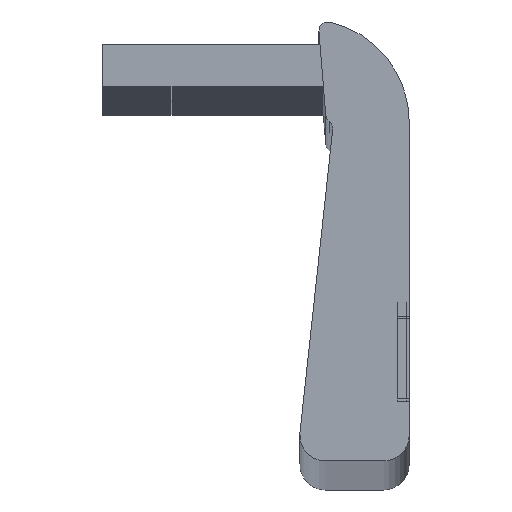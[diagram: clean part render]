
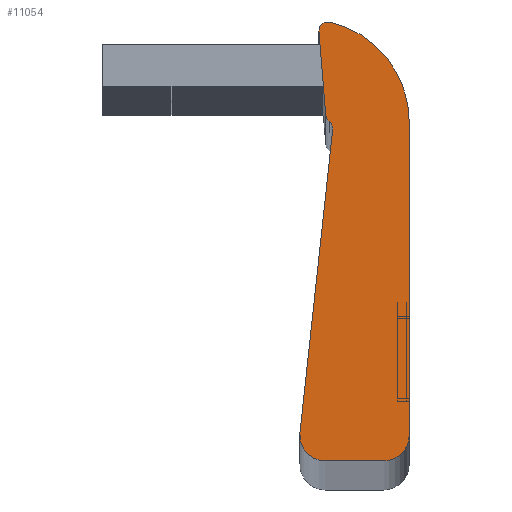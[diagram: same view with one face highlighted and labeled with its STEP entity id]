
A CAD part, top view. The second image highlights one B-rep face of the part: STEP entity #11054.
In plain terms, the highlighted planar face has unit normal (0, 0, 1).
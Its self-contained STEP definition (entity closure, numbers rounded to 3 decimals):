
#9520=CARTESIAN_POINT('',(32.004,49.564,980.));
#9521=DIRECTION('',(0.,0.,-1.));
#9522=DIRECTION('',(-0.59,-0.807,0.));
#9523=AXIS2_PLACEMENT_3D('',#9520,#9521,#9522);
#9528=DIRECTION('',(-0.081,0.997,0.));
#9529=VECTOR('',#9528,4.959);
#9530=CARTESIAN_POINT('',(31.505,49.524,980.));
#9531=LINE('',#9530,#9529);
#9535=CARTESIAN_POINT('',(31.6,54.507,980.));
#9536=DIRECTION('',(0.,0.,-1.));
#9537=DIRECTION('',(-0.997,-0.081,0.));
#9538=AXIS2_PLACEMENT_3D('',#9535,#9536,#9537);
#9543=CARTESIAN_POINT('',(30.405,49.138,980.));
#9544=DIRECTION('',(0.,0.,-1.));
#9545=DIRECTION('',(0.217,0.976,0.));
#9546=AXIS2_PLACEMENT_3D('',#9543,#9544,#9545);
#9551=DIRECTION('',(0.,-1.,0.));
#9552=VECTOR('',#9551,18.426);
#9553=CARTESIAN_POINT('',(36.405,49.138,980.));
#9554=LINE('',#9553,#9552);
#9558=CARTESIAN_POINT('',(34.905,30.713,980.));
#9559=DIRECTION('',(0.,0.,-1.));
#9560=DIRECTION('',(1.,0.,0.));
#9561=AXIS2_PLACEMENT_3D('',#9558,#9559,#9560);
#9566=DIRECTION('',(-1.,0.,0.));
#9567=VECTOR('',#9566,3.426);
#9568=CARTESIAN_POINT('',(34.905,29.213,980.));
#9569=LINE('',#9568,#9567);
#9573=CARTESIAN_POINT('',(31.479,30.713,980.));
#9574=DIRECTION('',(0.,0.,-1.));
#9575=DIRECTION('',(0.,-1.,0.));
#9576=AXIS2_PLACEMENT_3D('',#9573,#9574,#9575);
#9581=DIRECTION('',(0.107,0.994,0.));
#9582=VECTOR('',#9581,17.933);
#9583=CARTESIAN_POINT('',(29.988,30.874,980.));
#9584=LINE('',#9583,#9582);
#9588=CARTESIAN_POINT('',(31.414,48.757,980.));
#9589=DIRECTION('',(0.,0.,1.));
#9590=DIRECTION('',(0.994,-0.107,0.));
#9591=AXIS2_PLACEMENT_3D('',#9588,#9589,#9590);
#10729=CARTESIAN_POINT('',(31.101,54.466,980.));
#10730=VERTEX_POINT('',#10729);
#10731=CARTESIAN_POINT('',(31.505,49.524,980.));
#10732=VERTEX_POINT('',#10731);
#10749=CARTESIAN_POINT('',(31.709,49.161,980.));
#10750=VERTEX_POINT('',#10749);
#10751=CARTESIAN_POINT('',(31.708,54.995,980.));
#10752=VERTEX_POINT('',#10751);
#10753=CARTESIAN_POINT('',(36.405,49.138,980.));
#10754=VERTEX_POINT('',#10753);
#10755=CARTESIAN_POINT('',(36.405,30.713,980.));
#10756=VERTEX_POINT('',#10755);
#10757=CARTESIAN_POINT('',(34.905,29.213,980.));
#10758=VERTEX_POINT('',#10757);
#10759=CARTESIAN_POINT('',(31.479,29.213,980.));
#10760=VERTEX_POINT('',#10759);
#10761=CARTESIAN_POINT('',(29.988,30.874,980.));
#10762=VERTEX_POINT('',#10761);
#10763=CARTESIAN_POINT('',(31.911,48.703,980.));
#10764=VERTEX_POINT('',#10763);
#11029=CARTESIAN_POINT('',(33.649,40.494,980.));
#11030=DIRECTION('',(0.,0.,1.));
#11031=DIRECTION('',(1.,0.,0.));
#11032=AXIS2_PLACEMENT_3D('',#11029,#11030,#11031);
#11033=PLANE('',#11032);
#11034=ORIENTED_EDGE('',*,*,#11014,.T.);
#11035=ORIENTED_EDGE('',*,*,#10960,.T.);
#11037=ORIENTED_EDGE('',*,*,#11036,.T.);
#11039=ORIENTED_EDGE('',*,*,#11038,.T.);
#11041=ORIENTED_EDGE('',*,*,#11040,.T.);
#11043=ORIENTED_EDGE('',*,*,#11042,.T.);
#11045=ORIENTED_EDGE('',*,*,#11044,.T.);
#11047=ORIENTED_EDGE('',*,*,#11046,.T.);
#11049=ORIENTED_EDGE('',*,*,#11048,.T.);
#11051=ORIENTED_EDGE('',*,*,#11050,.T.);
#11052=EDGE_LOOP('',(#11034,#11035,#11037,#11039,#11041,#11043,#11045,#11047,
#11049,#11051));
#11053=FACE_OUTER_BOUND('',#11052,.F.);
#9524=CIRCLE('',#9523,0.5);
#9539=CIRCLE('',#9538,0.5);
#9547=CIRCLE('',#9546,6.);
#9562=CIRCLE('',#9561,1.5);
#9577=CIRCLE('',#9576,1.5);
#9592=CIRCLE('',#9591,0.5);
#10960=EDGE_CURVE('',#10732,#10730,#9531,.T.);
#11014=EDGE_CURVE('',#10750,#10732,#9524,.T.);
#11036=EDGE_CURVE('',#10730,#10752,#9539,.T.);
#11038=EDGE_CURVE('',#10752,#10754,#9547,.T.);
#11040=EDGE_CURVE('',#10754,#10756,#9554,.T.);
#11042=EDGE_CURVE('',#10756,#10758,#9562,.T.);
#11044=EDGE_CURVE('',#10758,#10760,#9569,.T.);
#11046=EDGE_CURVE('',#10760,#10762,#9577,.T.);
#11048=EDGE_CURVE('',#10762,#10764,#9584,.T.);
#11050=EDGE_CURVE('',#10764,#10750,#9592,.T.);
#11054=ADVANCED_FACE('',(#11053),#11033,.T.);
